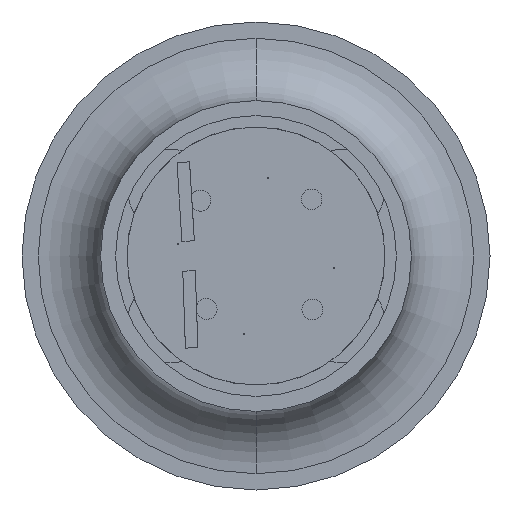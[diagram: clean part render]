
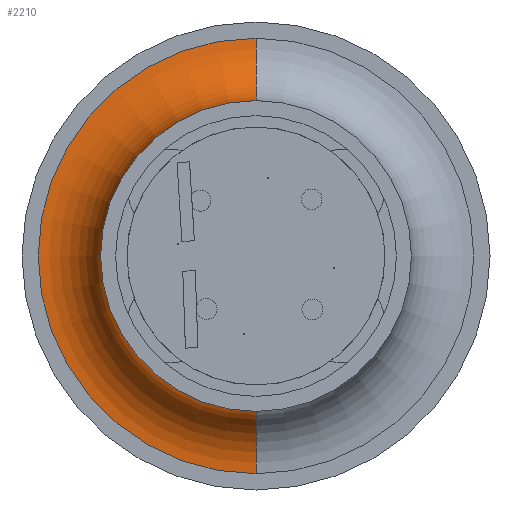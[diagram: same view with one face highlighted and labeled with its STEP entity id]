
A CAD part, front view. The second image highlights one B-rep face of the part: STEP entity #2210.
In plain terms, the highlighted toroidal (fillet/blend) face has major radius 13.297 mm and minor radius 3.81 mm.
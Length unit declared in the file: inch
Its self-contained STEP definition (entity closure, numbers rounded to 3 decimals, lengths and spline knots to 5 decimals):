
#6 = CIRCLE ( 'NONE', #5290, 0.15 ) ;
#201 = CIRCLE ( 'NONE', #5221, 0.15 ) ;
#297 = ORIENTED_EDGE ( 'NONE', *, *, #1552, .F. ) ;
#300 = ORIENTED_EDGE ( 'NONE', *, *, #1373, .T. ) ;
#303 = ORIENTED_EDGE ( 'NONE', *, *, #1410, .T. ) ;
#305 = ORIENTED_EDGE ( 'NONE', *, *, #1624, .F. ) ;
#842 = CARTESIAN_POINT ( 'NONE',  ( 0., -0.035, 0. ) ) ;
#849 = DIRECTION ( 'NONE',  ( 0., 0., 1. ) ) ;
#850 = DIRECTION ( 'NONE',  ( 0., 1., 0. ) ) ;
#1193 = EDGE_LOOP ( 'NONE', ( #305, #303, #300, #297 ) ) ;
#1373 = EDGE_CURVE ( 'NONE', #5927, #5596, #4412, .T. ) ;
#1410 = EDGE_CURVE ( 'NONE', #5946, #5927, #6, .T. ) ;
#1552 = EDGE_CURVE ( 'NONE', #5813, #5596, #201, .T. ) ;
#1624 = EDGE_CURVE ( 'NONE', #5946, #5813, #4751, .T. ) ;
#2210 = ADVANCED_FACE ( 'NONE', ( #2507 ), #2504, .F. ) ;
#2504 = TOROIDAL_SURFACE ( 'NONE', #2990, 0.5235, 0.15 ) ;
#2507 = FACE_OUTER_BOUND ( 'NONE', #1193, .T. ) ;
#2990 = AXIS2_PLACEMENT_3D ( 'NONE', #3714, #3708, #3718 ) ;
#3107 = DIRECTION ( 'NONE',  ( 0., 0., -1. ) ) ;
#3224 = DIRECTION ( 'NONE',  ( 0., 0., 1. ) ) ;
#3311 = DIRECTION ( 'NONE',  ( 0., 1., 0. ) ) ;
#3372 = CARTESIAN_POINT ( 'NONE',  ( 0., -0.185, -0.5235 ) ) ;
#3374 = DIRECTION ( 'NONE',  ( 1., 0., 0. ) ) ;
#3425 = CARTESIAN_POINT ( 'NONE',  ( 0., -0.185, 0. ) ) ;
#3438 = DIRECTION ( 'NONE',  ( 0., 0., 1. ) ) ;
#3444 = DIRECTION ( 'NONE',  ( -1., 0., 0. ) ) ;
#3449 = CARTESIAN_POINT ( 'NONE',  ( 0., -0.185, 0.5235 ) ) ;
#3708 = DIRECTION ( 'NONE',  ( 0., 1., 0. ) ) ;
#3714 = CARTESIAN_POINT ( 'NONE',  ( 0., -0.185, 0. ) ) ;
#3718 = DIRECTION ( 'NONE',  ( 0., 0., 1. ) ) ;
#3925 = CARTESIAN_POINT ( 'NONE',  ( 0., -0.185, 0.3735 ) ) ;
#4039 = CARTESIAN_POINT ( 'NONE',  ( 0., -0.035, 0.5235 ) ) ;
#4102 = CARTESIAN_POINT ( 'NONE',  ( 0., -0.185, -0.3735 ) ) ;
#4119 = CARTESIAN_POINT ( 'NONE',  ( 0., -0.035, -0.5235 ) ) ;
#4412 = CIRCLE ( 'NONE', #5344, 0.3735 ) ;
#4751 = CIRCLE ( 'NONE', #5246, 0.5235 ) ;
#5221 = AXIS2_PLACEMENT_3D ( 'NONE', #3449, #3444, #3438 ) ;
#5246 = AXIS2_PLACEMENT_3D ( 'NONE', #842, #850, #849 ) ;
#5290 = AXIS2_PLACEMENT_3D ( 'NONE', #3372, #3374, #3107 ) ;
#5344 = AXIS2_PLACEMENT_3D ( 'NONE', #3425, #3311, #3224 ) ;
#5596 = VERTEX_POINT ( 'NONE', #3925 ) ;
#5813 = VERTEX_POINT ( 'NONE', #4039 ) ;
#5927 = VERTEX_POINT ( 'NONE', #4102 ) ;
#5946 = VERTEX_POINT ( 'NONE', #4119 ) ;
